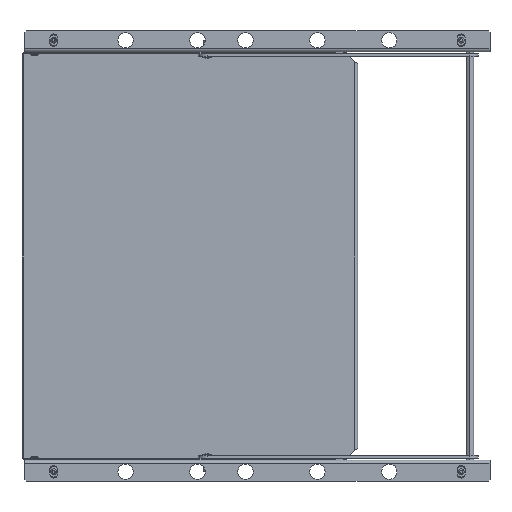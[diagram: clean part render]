
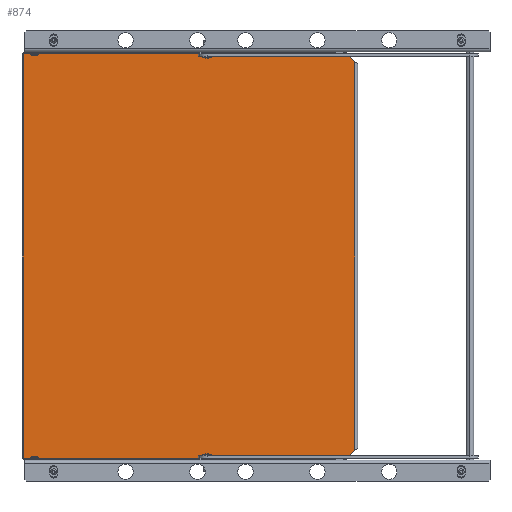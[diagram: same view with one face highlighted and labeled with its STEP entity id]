
A CAD part, left-side view. The second image highlights one B-rep face of the part: STEP entity #874.
In plain terms, the highlighted face is planar.
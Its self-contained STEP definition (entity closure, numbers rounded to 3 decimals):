
#2=DIRECTION('',(-1.,0.,0.));
#3=VECTOR('',#2,336.5);
#4=CARTESIAN_POINT('',(-10.6,0.,211.));
#5=LINE('',#4,#3);
#91=DIRECTION('',(0.,0.,1.));
#92=VECTOR('',#91,0.1);
#93=CARTESIAN_POINT('',(-347.1,0.,210.9));
#94=LINE('',#93,#92);
#119=DIRECTION('',(0.,0.,1.));
#120=VECTOR('',#119,0.1);
#121=CARTESIAN_POINT('',(-347.1,0.,-211.));
#122=LINE('',#121,#120);
#148=DIRECTION('',(-1.,0.,0.));
#149=VECTOR('',#148,336.5);
#150=CARTESIAN_POINT('',(-10.6,0.,-211.));
#151=LINE('',#150,#149);
#152=DIRECTION('',(-1.,0.,0.));
#153=VECTOR('',#152,0.75);
#154=CARTESIAN_POINT('',(-9.85,0.,-211.));
#155=LINE('',#154,#153);
#156=DIRECTION('',(0.707,0.,0.707));
#157=VECTOR('',#156,11.809);
#158=CARTESIAN_POINT('',(-9.85,0.,-211.));
#159=LINE('',#158,#157);
#160=DIRECTION('',(0.707,0.,-0.707));
#161=VECTOR('',#160,11.809);
#162=CARTESIAN_POINT('',(-9.85,0.,211.));
#163=LINE('',#162,#161);
#164=DIRECTION('',(-1.,0.,0.));
#165=VECTOR('',#164,0.75);
#166=CARTESIAN_POINT('',(-9.85,0.,211.));
#167=LINE('',#166,#165);
#268=DIRECTION('',(0.,0.,1.));
#269=VECTOR('',#268,405.3);
#270=CARTESIAN_POINT('',(-1.5,0.,-202.65));
#271=LINE('',#270,#269);
#354=DIRECTION('',(0.,0.,1.));
#355=VECTOR('',#354,421.8);
#356=CARTESIAN_POINT('',(-347.1,0.,-210.9));
#357=LINE('',#356,#355);
#480=CARTESIAN_POINT('',(-347.1,0.,-210.9));
#482=VERTEX_POINT('',#480);
#484=CARTESIAN_POINT('',(-347.1,0.,210.9));
#486=VERTEX_POINT('',#484);
#520=CARTESIAN_POINT('',(-10.6,0.,211.));
#521=CARTESIAN_POINT('',(-347.1,0.,211.));
#522=VERTEX_POINT('',#520);
#523=VERTEX_POINT('',#521);
#532=CARTESIAN_POINT('',(-10.6,0.,-211.));
#533=CARTESIAN_POINT('',(-347.1,0.,-211.));
#534=VERTEX_POINT('',#532);
#535=VERTEX_POINT('',#533);
#562=CARTESIAN_POINT('',(-9.85,0.,211.));
#563=VERTEX_POINT('',#562);
#569=CARTESIAN_POINT('',(-1.5,0.,202.65));
#571=VERTEX_POINT('',#569);
#574=CARTESIAN_POINT('',(-9.85,0.,-211.));
#575=VERTEX_POINT('',#574);
#576=CARTESIAN_POINT('',(-1.5,0.,-202.65));
#577=VERTEX_POINT('',#576);
#853=CARTESIAN_POINT('',(0.,0.,-211.));
#854=DIRECTION('',(0.,1.,0.));
#855=DIRECTION('',(0.,0.,1.));
#856=AXIS2_PLACEMENT_3D('',#853,#854,#855);
#857=PLANE('',#856);
#858=ORIENTED_EDGE('',*,*,#766,.F.);
#860=ORIENTED_EDGE('',*,*,#859,.F.);
#861=ORIENTED_EDGE('',*,*,#832,.F.);
#862=ORIENTED_EDGE('',*,*,#844,.T.);
#864=ORIENTED_EDGE('',*,*,#863,.T.);
#866=ORIENTED_EDGE('',*,*,#865,.F.);
#867=ORIENTED_EDGE('',*,*,#687,.T.);
#868=ORIENTED_EDGE('',*,*,#591,.T.);
#869=ORIENTED_EDGE('',*,*,#730,.F.);
#871=ORIENTED_EDGE('',*,*,#870,.F.);
#872=EDGE_LOOP('',(#858,#860,#861,#862,#864,#866,#867,#868,#869,#871));
#873=FACE_OUTER_BOUND('',#872,.F.);
#591=EDGE_CURVE('',#522,#523,#5,.T.);
#687=EDGE_CURVE('',#563,#522,#167,.T.);
#730=EDGE_CURVE('',#486,#523,#94,.T.);
#766=EDGE_CURVE('',#535,#482,#122,.T.);
#832=EDGE_CURVE('',#575,#534,#155,.T.);
#844=EDGE_CURVE('',#575,#577,#159,.T.);
#859=EDGE_CURVE('',#534,#535,#151,.T.);
#863=EDGE_CURVE('',#577,#571,#271,.T.);
#865=EDGE_CURVE('',#563,#571,#163,.T.);
#870=EDGE_CURVE('',#482,#486,#357,.T.);
#874=ADVANCED_FACE('',(#873),#857,.T.);
